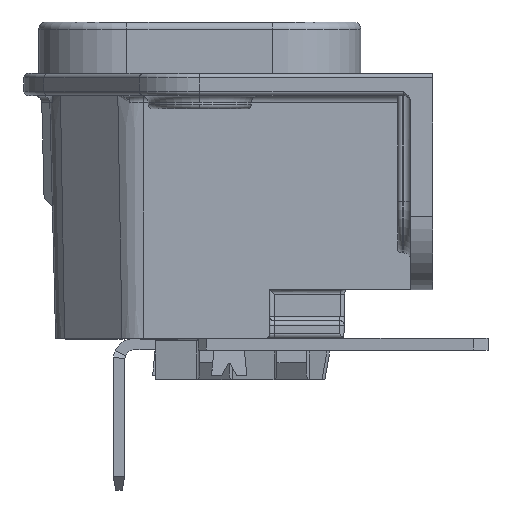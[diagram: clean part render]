
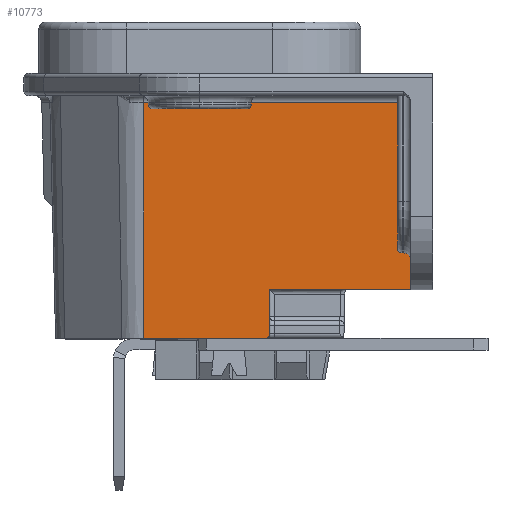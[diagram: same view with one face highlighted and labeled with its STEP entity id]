
A CAD part, left-side view. The second image highlights one B-rep face of the part: STEP entity #10773.
In plain terms, the highlighted planar face has unit normal (-1, 0, -0.024).
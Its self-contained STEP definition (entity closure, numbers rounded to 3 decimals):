
#2853 = CARTESIAN_POINT ( 'NONE',  ( -14.213, -14.35, -1.988 ) ) ;
#2854 = DIRECTION ( 'NONE',  ( 0., 1., 0. ) ) ;
#2855 = VECTOR ( 'NONE', #2854, 1000. ) ;
#2856 = CARTESIAN_POINT ( 'NONE',  ( -14.213, 3.8, -1.988 ) ) ;
#2857 = LINE ( 'NONE', #2856, #2855 ) ;
#2890 = CARTESIAN_POINT ( 'NONE',  ( -14.213, -14.35, -2. ) ) ;
#2924 = CARTESIAN_POINT ( 'NONE',  ( -14.213, 3.8, -1.988 ) ) ;
#2989 = CARTESIAN_POINT ( 'NONE',  ( -13.829, -4.75, -17.7 ) ) ;
#2990 = CARTESIAN_POINT ( 'NONE',  ( -13.902, -4.75, -14.7 ) ) ;
#2999 = CARTESIAN_POINT ( 'NONE',  ( -13.902, -14.35, -14.7 ) ) ;
#3000 = DIRECTION ( 'NONE',  ( -0.024, 0., 1. ) ) ;
#3001 = VECTOR ( 'NONE', #3000, 1000. ) ;
#3002 = CARTESIAN_POINT ( 'NONE',  ( -14.233, -14.35, -1.163 ) ) ;
#3003 = LINE ( 'NONE', #3002, #3001 ) ;
#3004 = DIRECTION ( 'NONE',  ( 0.024, 0., -1. ) ) ;
#3005 = VECTOR ( 'NONE', #3004, 1000. ) ;
#3006 = CARTESIAN_POINT ( 'NONE',  ( -13.822, -4.75, -18. ) ) ;
#3007 = LINE ( 'NONE', #3006, #3005 ) ;
#3012 = CARTESIAN_POINT ( 'NONE',  ( -14.213, -14.35, -1.988 ) ) ;
#3013 = CARTESIAN_POINT ( 'NONE',  ( -14.213, -14.35, -1.992 ) ) ;
#3014 = CARTESIAN_POINT ( 'NONE',  ( -14.213, -14.35, -1.996 ) ) ;
#3015 = CARTESIAN_POINT ( 'NONE',  ( -14.213, -14.35, -2. ) ) ;
#3016 =( BOUNDED_CURVE ( )  B_SPLINE_CURVE ( 3, ( #3015, #3014, #3013, #3012 ),
 .UNSPECIFIED., .F., .T. ) 
 B_SPLINE_CURVE_WITH_KNOTS ( ( 4, 4 ),
 ( 1.571, 1.595 ),
 .UNSPECIFIED. ) 
 CURVE ( )  GEOMETRIC_REPRESENTATION_ITEM ( )  RATIONAL_B_SPLINE_CURVE ( ( 1., 1., 1., 1. ) ) 
 REPRESENTATION_ITEM ( '' )  );
#3388 = DIRECTION ( 'NONE',  ( 0., -1., 0. ) ) ;
#3389 = VECTOR ( 'NONE', #3388, 1000. ) ;
#3390 = CARTESIAN_POINT ( 'NONE',  ( -13.902, -14.35, -14.7 ) ) ;
#3391 = LINE ( 'NONE', #3390, #3389 ) ;
#10773 = ADVANCED_FACE ( 'NONE', ( #20138 ), #20137, .T. ) ;
#10774 = EDGE_LOOP ( 'NONE', ( #10775, #10776, #10777, #10778, #10781, #10840, #10841, #10842 ) ) ;
#10775 = ORIENTED_EDGE ( 'NONE', *, *, #14704, .T. ) ;
#10776 = ORIENTED_EDGE ( 'NONE', *, *, #14640, .T. ) ;
#10777 = ORIENTED_EDGE ( 'NONE', *, *, #10790, .F. ) ;
#10778 = ORIENTED_EDGE ( 'NONE', *, *, #10779, .F. ) ;
#10779 = EDGE_CURVE ( 'NONE', #10780, #10791, #20132, .T. ) ;
#10780 = VERTEX_POINT ( 'NONE', #20128 ) ;
#10781 = ORIENTED_EDGE ( 'NONE', *, *, #10782, .T. ) ;
#10782 = EDGE_CURVE ( 'NONE', #10780, #14687, #20127, .T. ) ;
#10790 = EDGE_CURVE ( 'NONE', #10791, #14664, #20160, .T. ) ;
#10791 = VERTEX_POINT ( 'NONE', #20156 ) ;
#10840 = ORIENTED_EDGE ( 'NONE', *, *, #14712, .F. ) ;
#10841 = ORIENTED_EDGE ( 'NONE', *, *, #14941, .T. ) ;
#10842 = ORIENTED_EDGE ( 'NONE', *, *, #14713, .T. ) ;
#14640 = EDGE_CURVE ( 'NONE', #14641, #14664, #2857, .T. ) ;
#14641 = VERTEX_POINT ( 'NONE', #2853 ) ;
#14654 = VERTEX_POINT ( 'NONE', #2890 ) ;
#14664 = VERTEX_POINT ( 'NONE', #2924 ) ;
#14686 = VERTEX_POINT ( 'NONE', #2990 ) ;
#14687 = VERTEX_POINT ( 'NONE', #2989 ) ;
#14704 = EDGE_CURVE ( 'NONE', #14654, #14641, #3016, .T. ) ;
#14712 = EDGE_CURVE ( 'NONE', #14686, #14687, #3007, .T. ) ;
#14713 = EDGE_CURVE ( 'NONE', #14714, #14654, #3003, .T. ) ;
#14714 = VERTEX_POINT ( 'NONE', #2999 ) ;
#14941 = EDGE_CURVE ( 'NONE', #14686, #14714, #3391, .T. ) ;
#20126 = CARTESIAN_POINT ( 'NONE',  ( -13.822, -4.45, -18. ) ) ;
#20127 =( BOUNDED_CURVE ( )  B_SPLINE_CURVE ( 3, ( #20126, #20178, #20177, #20176 ),
 .UNSPECIFIED., .F., .T. ) 
 B_SPLINE_CURVE_WITH_KNOTS ( ( 4, 4 ),
 ( 3.142, 4.712 ),
 .UNSPECIFIED. ) 
 CURVE ( )  GEOMETRIC_REPRESENTATION_ITEM ( )  RATIONAL_B_SPLINE_CURVE ( ( 1., 0.805, 0.805, 1. ) ) 
 REPRESENTATION_ITEM ( '' )  );
#20128 = CARTESIAN_POINT ( 'NONE',  ( -13.822, -4.45, -18. ) ) ;
#20129 = DIRECTION ( 'NONE',  ( 0., 1., 0. ) ) ;
#20130 = VECTOR ( 'NONE', #20129, 1000. ) ;
#20131 = CARTESIAN_POINT ( 'NONE',  ( -13.822, 3.8, -18. ) ) ;
#20132 = LINE ( 'NONE', #20131, #20130 ) ;
#20133 = DIRECTION ( 'NONE',  ( -0.024, 0., 1. ) ) ;
#20134 = DIRECTION ( 'NONE',  ( -1., 0., -0.024 ) ) ;
#20135 = AXIS2_PLACEMENT_3D ( 'NONE', #20136, #20134, #20133 ) ;
#20136 = CARTESIAN_POINT ( 'NONE',  ( -14.225, 3.8, -1.5 ) ) ;
#20137 = PLANE ( 'NONE',  #20135 ) ;
#20138 = FACE_OUTER_BOUND ( 'NONE', #10774, .T. ) ;
#20156 = CARTESIAN_POINT ( 'NONE',  ( -13.822, 3.8, -18. ) ) ;
#20157 = DIRECTION ( 'NONE',  ( -0.024, 0., 1. ) ) ;
#20158 = VECTOR ( 'NONE', #20157, 1000. ) ;
#20159 = CARTESIAN_POINT ( 'NONE',  ( -14.225, 3.8, -1.5 ) ) ;
#20160 = LINE ( 'NONE', #20159, #20158 ) ;
#20176 = CARTESIAN_POINT ( 'NONE',  ( -13.829, -4.75, -17.7 ) ) ;
#20177 = CARTESIAN_POINT ( 'NONE',  ( -13.825, -4.75, -17.876 ) ) ;
#20178 = CARTESIAN_POINT ( 'NONE',  ( -13.822, -4.626, -18. ) ) ;
